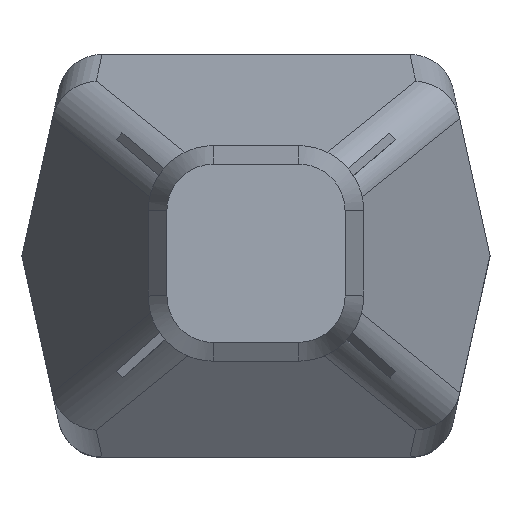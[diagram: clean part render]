
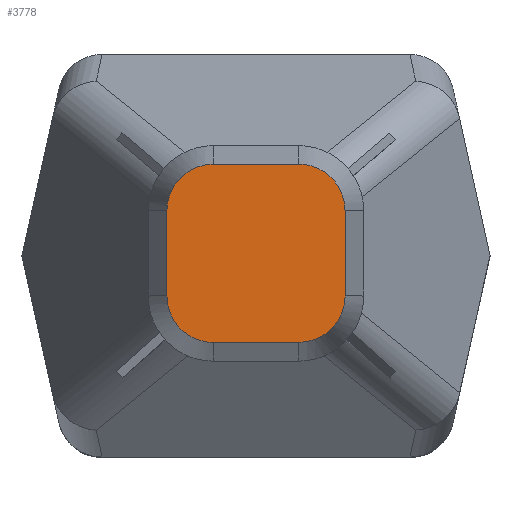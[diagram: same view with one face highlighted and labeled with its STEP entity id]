
A CAD part, top view. The second image highlights one B-rep face of the part: STEP entity #3778.
In plain terms, the highlighted planar face has unit normal (0, 0, 1).
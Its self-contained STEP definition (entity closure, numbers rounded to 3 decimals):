
#220 = ORIENTED_EDGE ( 'NONE', *, *, #6283, .T. ) ;
#283 = CARTESIAN_POINT ( 'NONE',  ( 5.034, -8.079, 155. ) ) ;
#352 = CARTESIAN_POINT ( 'NONE',  ( -7.65, -6.07, 155. ) ) ;
#394 = CARTESIAN_POINT ( 'NONE',  ( 5.034, 8.079, 155. ) ) ;
#556 = CARTESIAN_POINT ( 'NONE',  ( 3.915, 8.19, 155. ) ) ;
#608 = EDGE_LOOP ( 'NONE', ( #2367, #2769, #2874, #4013, #4590, #220, #2881, #1276 ) ) ;
#718 = PLANE ( 'NONE',  #5401 ) ;
#823 = EDGE_CURVE ( 'NONE', #3728, #5461, #5166, .T. ) ;
#850 = CARTESIAN_POINT ( 'NONE',  ( -3.915, -8.19, 155. ) ) ;
#897 = VERTEX_POINT ( 'NONE', #1024 ) ;
#1020 = CARTESIAN_POINT ( 'NONE',  ( -8.19, 3.915, 155. ) ) ;
#1024 = CARTESIAN_POINT ( 'NONE',  ( 8.19, -3.915, 155. ) ) ;
#1125 = CARTESIAN_POINT ( 'NONE',  ( -7.65, 6.07, 155. ) ) ;
#1136 = DIRECTION ( 'NONE',  ( 0., 0., -1. ) ) ;
#1268 = EDGE_CURVE ( 'NONE', #5461, #5090, #6201, .T. ) ;
#1275 = CARTESIAN_POINT ( 'NONE',  ( -5.034, -8.079, 155. ) ) ;
#1276 = ORIENTED_EDGE ( 'NONE', *, *, #3273, .T. ) ;
#1309 = CARTESIAN_POINT ( 'NONE',  ( 8.079, -5.034, 155. ) ) ;
#1377 = CARTESIAN_POINT ( 'NONE',  ( -8.19, -3.915, 155. ) ) ;
#1450 = DIRECTION ( 'NONE',  ( 0., -1., 0. ) ) ;
#1480 = CARTESIAN_POINT ( 'NONE',  ( 8.19, 4.477, 155. ) ) ;
#1483 = B_SPLINE_CURVE_WITH_KNOTS ( 'NONE', 3,
 ( #3525, #5536, #283, #6671, #2420, #6640, #3930, #1309, #3009, #1932 ),
 .UNSPECIFIED., .F., .F.,
 ( 4, 2, 2, 2, 4 ),
 ( 0., 0.25, 0.5, 0.75, 1. ),
 .UNSPECIFIED. ) ;
#1514 = CARTESIAN_POINT ( 'NONE',  ( -8.19, -4.196, 155. ) ) ;
#1555 = VERTEX_POINT ( 'NONE', #4918 ) ;
#1614 = CARTESIAN_POINT ( 'NONE',  ( -6.542, 7.335, 155. ) ) ;
#1692 = FACE_OUTER_BOUND ( 'NONE', #608, .T. ) ;
#1728 = VERTEX_POINT ( 'NONE', #2501 ) ;
#1767 = CARTESIAN_POINT ( 'NONE',  ( 0., 0., 155. ) ) ;
#1876 = LINE ( 'NONE', #6097, #4791 ) ;
#1932 = CARTESIAN_POINT ( 'NONE',  ( 8.19, -3.915, 155. ) ) ;
#1968 = CARTESIAN_POINT ( 'NONE',  ( -4.477, 8.19, 155. ) ) ;
#2367 = ORIENTED_EDGE ( 'NONE', *, *, #823, .T. ) ;
#2420 = CARTESIAN_POINT ( 'NONE',  ( 6.542, -7.335, 155. ) ) ;
#2481 = CARTESIAN_POINT ( 'NONE',  ( -7.335, -6.542, 155. ) ) ;
#2489 = CARTESIAN_POINT ( 'NONE',  ( 7.65, 6.07, 155. ) ) ;
#2501 = CARTESIAN_POINT ( 'NONE',  ( 8.19, 3.915, 155. ) ) ;
#2634 = B_SPLINE_CURVE_WITH_KNOTS ( 'NONE', 3,
 ( #1377, #3432, #4035, #352, #2481, #3493, #6157, #1275, #3390, #850 ),
 .UNSPECIFIED., .F., .F.,
 ( 4, 2, 2, 2, 4 ),
 ( 0., 0.25, 0.5, 0.75, 1. ),
 .UNSPECIFIED. ) ;
#2659 = CARTESIAN_POINT ( 'NONE',  ( -8.19, -3.915, 155. ) ) ;
#2696 = CARTESIAN_POINT ( 'NONE',  ( -3.915, 8.19, 155. ) ) ;
#2769 = ORIENTED_EDGE ( 'NONE', *, *, #1268, .T. ) ;
#2874 = ORIENTED_EDGE ( 'NONE', *, *, #5358, .T. ) ;
#2881 = ORIENTED_EDGE ( 'NONE', *, *, #6362, .T. ) ;
#3009 = CARTESIAN_POINT ( 'NONE',  ( 8.19, -4.476, 155. ) ) ;
#3013 = CARTESIAN_POINT ( 'NONE',  ( -3.915, 8.19, 155. ) ) ;
#3125 = LINE ( 'NONE', #6793, #6629 ) ;
#3141 = CARTESIAN_POINT ( 'NONE',  ( 6.542, 7.335, 155. ) ) ;
#3169 = CARTESIAN_POINT ( 'NONE',  ( -8.079, 5.034, 155. ) ) ;
#3174 = VECTOR ( 'NONE', #6022, 1000. ) ;
#3216 = DIRECTION ( 'NONE',  ( -1., 0., 0. ) ) ;
#3273 = EDGE_CURVE ( 'NONE', #5569, #3728, #3125, .T. ) ;
#3290 = VECTOR ( 'NONE', #1450, 1000. ) ;
#3390 = CARTESIAN_POINT ( 'NONE',  ( -4.476, -8.19, 155. ) ) ;
#3432 = CARTESIAN_POINT ( 'NONE',  ( -8.19, -4.477, 155. ) ) ;
#3463 = CARTESIAN_POINT ( 'NONE',  ( 4.196, -8.19, 155. ) ) ;
#3467 = DIRECTION ( 'NONE',  ( 0., 1., 0. ) ) ;
#3493 = CARTESIAN_POINT ( 'NONE',  ( -6.542, -7.335, 155. ) ) ;
#3525 = CARTESIAN_POINT ( 'NONE',  ( 3.915, -8.19, 155. ) ) ;
#3627 = CARTESIAN_POINT ( 'NONE',  ( -3.915, -8.19, 155. ) ) ;
#3656 = CARTESIAN_POINT ( 'NONE',  ( -7.335, 6.542, 155. ) ) ;
#3686 = CARTESIAN_POINT ( 'NONE',  ( -8.19, 4.476, 155. ) ) ;
#3728 = VERTEX_POINT ( 'NONE', #2696 ) ;
#3753 = CARTESIAN_POINT ( 'NONE',  ( -6.07, 7.65, 155. ) ) ;
#3778 = ADVANCED_FACE ( 'NONE', ( #1692 ), #718, .F. ) ;
#3852 = B_SPLINE_CURVE_WITH_KNOTS ( 'NONE', 3,
 ( #6228, #1480, #4041, #2489, #4592, #3141, #5143, #394, #4078, #6263 ),
 .UNSPECIFIED., .F., .F.,
 ( 4, 2, 2, 2, 4 ),
 ( 0., 0.25, 0.5, 0.75, 1. ),
 .UNSPECIFIED. ) ;
#3930 = CARTESIAN_POINT ( 'NONE',  ( 7.65, -6.07, 155. ) ) ;
#4013 = ORIENTED_EDGE ( 'NONE', *, *, #5340, .T. ) ;
#4035 = CARTESIAN_POINT ( 'NONE',  ( -8.079, -5.034, 155. ) ) ;
#4041 = CARTESIAN_POINT ( 'NONE',  ( 8.079, 5.034, 155. ) ) ;
#4072 = CARTESIAN_POINT ( 'NONE',  ( -5.034, 8.079, 155. ) ) ;
#4078 = CARTESIAN_POINT ( 'NONE',  ( 4.476, 8.19, 155. ) ) ;
#4590 = ORIENTED_EDGE ( 'NONE', *, *, #5341, .T. ) ;
#4592 = CARTESIAN_POINT ( 'NONE',  ( 7.335, 6.542, 155. ) ) ;
#4791 = VECTOR ( 'NONE', #3467, 1000. ) ;
#4918 = CARTESIAN_POINT ( 'NONE',  ( 3.915, -8.19, 155. ) ) ;
#5090 = VERTEX_POINT ( 'NONE', #2659 ) ;
#5143 = CARTESIAN_POINT ( 'NONE',  ( 6.07, 7.65, 155. ) ) ;
#5162 = DIRECTION ( 'NONE',  ( -1., 0., 0. ) ) ;
#5166 = B_SPLINE_CURVE_WITH_KNOTS ( 'NONE', 3,
 ( #3013, #1968, #4072, #3753, #1614, #3656, #1125, #3169, #3686, #5350 ),
 .UNSPECIFIED., .F., .F.,
 ( 4, 2, 2, 2, 4 ),
 ( 0., 0.25, 0.5, 0.75, 1. ),
 .UNSPECIFIED. ) ;
#5340 = EDGE_CURVE ( 'NONE', #6324, #1555, #6609, .T. ) ;
#5341 = EDGE_CURVE ( 'NONE', #1555, #897, #1483, .T. ) ;
#5350 = CARTESIAN_POINT ( 'NONE',  ( -8.19, 3.915, 155. ) ) ;
#5358 = EDGE_CURVE ( 'NONE', #5090, #6324, #2634, .T. ) ;
#5401 = AXIS2_PLACEMENT_3D ( 'NONE', #1767, #1136, #3216 ) ;
#5461 = VERTEX_POINT ( 'NONE', #1020 ) ;
#5536 = CARTESIAN_POINT ( 'NONE',  ( 4.477, -8.19, 155. ) ) ;
#5569 = VERTEX_POINT ( 'NONE', #556 ) ;
#6022 = DIRECTION ( 'NONE',  ( 1., 0., 0. ) ) ;
#6097 = CARTESIAN_POINT ( 'NONE',  ( 8.19, 0., 155. ) ) ;
#6157 = CARTESIAN_POINT ( 'NONE',  ( -6.07, -7.65, 155. ) ) ;
#6201 = LINE ( 'NONE', #1514, #3290 ) ;
#6228 = CARTESIAN_POINT ( 'NONE',  ( 8.19, 3.915, 155. ) ) ;
#6263 = CARTESIAN_POINT ( 'NONE',  ( 3.915, 8.19, 155. ) ) ;
#6283 = EDGE_CURVE ( 'NONE', #897, #1728, #1876, .T. ) ;
#6324 = VERTEX_POINT ( 'NONE', #3627 ) ;
#6362 = EDGE_CURVE ( 'NONE', #1728, #5569, #3852, .T. ) ;
#6609 = LINE ( 'NONE', #3463, #3174 ) ;
#6629 = VECTOR ( 'NONE', #5162, 1000. ) ;
#6640 = CARTESIAN_POINT ( 'NONE',  ( 7.335, -6.542, 155. ) ) ;
#6671 = CARTESIAN_POINT ( 'NONE',  ( 6.07, -7.65, 155. ) ) ;
#6793 = CARTESIAN_POINT ( 'NONE',  ( 0., 8.19, 155. ) ) ;
